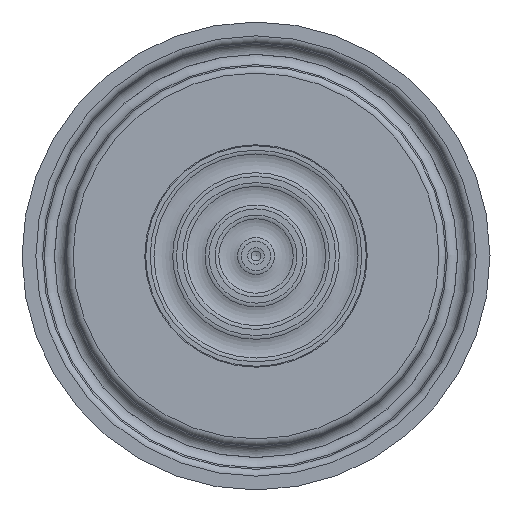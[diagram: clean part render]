
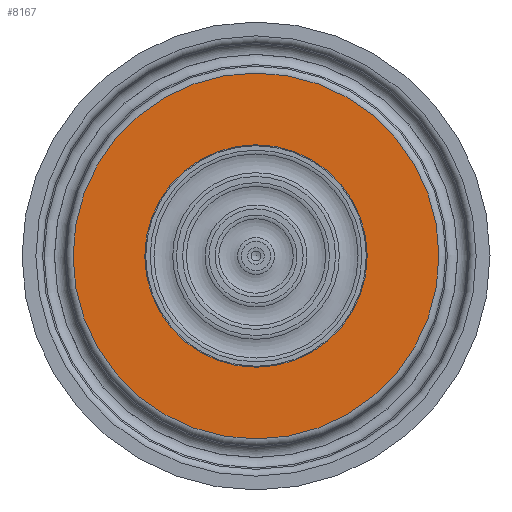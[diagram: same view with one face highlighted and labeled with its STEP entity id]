
A CAD part, left-side view. The second image highlights one B-rep face of the part: STEP entity #8167.
In plain terms, the highlighted planar face has unit normal (-1, 0, 0).
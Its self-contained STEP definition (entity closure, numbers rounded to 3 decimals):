
#1068=FACE_BOUND('',#2127,.T.);
#1127=PLANE('',#8586);
#1607=FACE_OUTER_BOUND('',#2126,.T.);
#2126=EDGE_LOOP('',(#7463));
#2127=EDGE_LOOP('',(#7464));
#3082=CIRCLE('',#8579,12.);
#3086=CIRCLE('',#8587,19.742);
#3894=VERTEX_POINT('',#26638);
#3896=VERTEX_POINT('',#26649);
#5093=EDGE_CURVE('',#3894,#3894,#3082,.T.);
#5098=EDGE_CURVE('',#3896,#3896,#3086,.T.);
#7463=ORIENTED_EDGE('',*,*,#5098,.F.);
#7464=ORIENTED_EDGE('',*,*,#5093,.T.);
#8167=ADVANCED_FACE('',(#1607,#1068),#1127,.T.);
#8579=AXIS2_PLACEMENT_3D('',#26639,#9663,#9664);
#8586=AXIS2_PLACEMENT_3D('',#26648,#9678,#9679);
#8587=AXIS2_PLACEMENT_3D('',#26650,#9680,#9681);
#9663=DIRECTION('center_axis',(1.,0.,0.));
#9664=DIRECTION('ref_axis',(0.,1.,0.));
#9678=DIRECTION('center_axis',(-1.,0.,0.));
#9679=DIRECTION('ref_axis',(0.,0.,1.));
#9680=DIRECTION('center_axis',(1.,0.,0.));
#9681=DIRECTION('ref_axis',(0.,0.,-1.));
#26638=CARTESIAN_POINT('',(0.,-12.,0.));
#26639=CARTESIAN_POINT('Origin',(0.,0.,
0.));
#26648=CARTESIAN_POINT('Origin',(0.,19.742,
0.));
#26649=CARTESIAN_POINT('',(0.,0.,19.742));
#26650=CARTESIAN_POINT('Origin',(0.,0.,0.));
